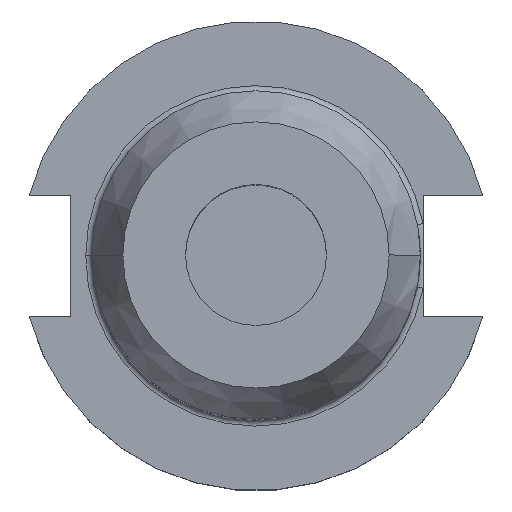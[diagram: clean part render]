
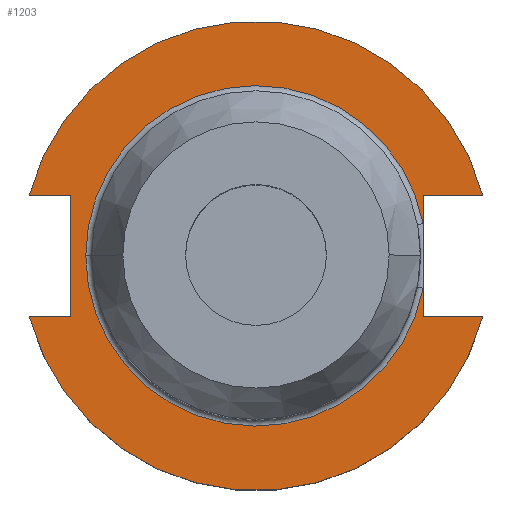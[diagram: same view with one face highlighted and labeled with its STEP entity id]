
A CAD part, top view. The second image highlights one B-rep face of the part: STEP entity #1203.
In plain terms, the highlighted planar face has unit normal (0, 0, 1).
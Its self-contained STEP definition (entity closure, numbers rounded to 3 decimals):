
#6 = VECTOR ( 'NONE', #948, 1000. ) ;
#32 = EDGE_LOOP ( 'NONE', ( #801, #1436, #431, #389, #1296, #413, #645, #107, #1365, #1532, #1310 ) ) ;
#40 = VERTEX_POINT ( 'NONE', #1522 ) ;
#59 = VERTEX_POINT ( 'NONE', #1257 ) ;
#83 = VECTOR ( 'NONE', #1210, 1000. ) ;
#84 = EDGE_CURVE ( 'NONE', #751, #1521, #1092, .T. ) ;
#91 = CARTESIAN_POINT ( 'NONE',  ( -30.675, -8.191, 19.05 ) ) ;
#107 = ORIENTED_EDGE ( 'NONE', *, *, #740, .T. ) ;
#128 = DIRECTION ( 'NONE',  ( 0., 0., -1. ) ) ;
#156 = CARTESIAN_POINT ( 'NONE',  ( 30.675, -8.191, 19.05 ) ) ;
#162 = CARTESIAN_POINT ( 'NONE',  ( -25.091, 8.191, 19.05 ) ) ;
#173 = EDGE_CURVE ( 'NONE', #487, #1503, #406, .T. ) ;
#195 = AXIS2_PLACEMENT_3D ( 'NONE', #607, #1470, #736 ) ;
#204 = DIRECTION ( 'NONE',  ( 0., 1., 0. ) ) ;
#243 = VERTEX_POINT ( 'NONE', #705 ) ;
#263 = FACE_OUTER_BOUND ( 'NONE', #32, .T. ) ;
#274 = CARTESIAN_POINT ( 'NONE',  ( -61.091, 8.191, 19.05 ) ) ;
#279 = CARTESIAN_POINT ( 'NONE',  ( 22.606, 8.191, 19.05 ) ) ;
#284 = VECTOR ( 'NONE', #1579, 1000. ) ;
#301 = AXIS2_PLACEMENT_3D ( 'NONE', #520, #676, #803 ) ;
#320 = LINE ( 'NONE', #578, #284 ) ;
#338 = LINE ( 'NONE', #822, #947 ) ;
#356 = AXIS2_PLACEMENT_3D ( 'NONE', #856, #128, #980 ) ;
#370 = DIRECTION ( 'NONE',  ( -1., 0., 0. ) ) ;
#389 = ORIENTED_EDGE ( 'NONE', *, *, #453, .T. ) ;
#405 = CARTESIAN_POINT ( 'NONE',  ( -23.025, 0., 19.05 ) ) ;
#406 = LINE ( 'NONE', #274, #1599 ) ;
#409 = AXIS2_PLACEMENT_3D ( 'NONE', #1334, #590, #1458 ) ;
#413 = ORIENTED_EDGE ( 'NONE', *, *, #1438, .T. ) ;
#421 = VERTEX_POINT ( 'NONE', #1181 ) ;
#431 = ORIENTED_EDGE ( 'NONE', *, *, #84, .T. ) ;
#437 = AXIS2_PLACEMENT_3D ( 'NONE', #974, #533, #370 ) ;
#443 = EDGE_CURVE ( 'NONE', #421, #703, #660, .T. ) ;
#453 = EDGE_CURVE ( 'NONE', #1521, #745, #338, .T. ) ;
#487 = VERTEX_POINT ( 'NONE', #1552 ) ;
#520 = CARTESIAN_POINT ( 'NONE',  ( 0., 0., 19.05 ) ) ;
#533 = DIRECTION ( 'NONE',  ( 0., 0., -1. ) ) ;
#578 = CARTESIAN_POINT ( 'NONE',  ( 0., 8.191, 19.05 ) ) ;
#590 = DIRECTION ( 'NONE',  ( 0., 0., 1. ) ) ;
#607 = CARTESIAN_POINT ( 'NONE',  ( 0., 0., 19.05 ) ) ;
#645 = ORIENTED_EDGE ( 'NONE', *, *, #173, .T. ) ;
#660 = LINE ( 'NONE', #1318, #6 ) ;
#676 = DIRECTION ( 'NONE',  ( 0., 0., -1. ) ) ;
#703 = VERTEX_POINT ( 'NONE', #156 ) ;
#705 = CARTESIAN_POINT ( 'NONE',  ( -25.091, -8.191, 19.05 ) ) ;
#734 = CARTESIAN_POINT ( 'NONE',  ( -25.091, 8.191, 19.05 ) ) ;
#735 = LINE ( 'NONE', #1099, #83 ) ;
#736 = DIRECTION ( 'NONE',  ( 1., 0., 0. ) ) ;
#740 = EDGE_CURVE ( 'NONE', #1503, #243, #1297, .T. ) ;
#745 = VERTEX_POINT ( 'NONE', #279 ) ;
#751 = VERTEX_POINT ( 'NONE', #405 ) ;
#776 = CIRCLE ( 'NONE', #409, 31.75 ) ;
#801 = ORIENTED_EDGE ( 'NONE', *, *, #808, .T. ) ;
#803 = DIRECTION ( 'NONE',  ( -1., 0., 0. ) ) ;
#808 = EDGE_CURVE ( 'NONE', #421, #59, #1220, .T. ) ;
#822 = CARTESIAN_POINT ( 'NONE',  ( 22.606, 22.225, 19.05 ) ) ;
#856 = CARTESIAN_POINT ( 'NONE',  ( 0., 0., 19.05 ) ) ;
#863 = VERTEX_POINT ( 'NONE', #91 ) ;
#895 = VECTOR ( 'NONE', #1390, 1000. ) ;
#908 = CIRCLE ( 'NONE', #356, 23.025 ) ;
#942 = EDGE_CURVE ( 'NONE', #40, #745, #320, .T. ) ;
#947 = VECTOR ( 'NONE', #204, 1000. ) ;
#948 = DIRECTION ( 'NONE',  ( 1., 0., 0. ) ) ;
#968 = VECTOR ( 'NONE', #1510, 1000. ) ;
#974 = CARTESIAN_POINT ( 'NONE',  ( 0., 22.225, 19.05 ) ) ;
#980 = DIRECTION ( 'NONE',  ( -1., 0., 0. ) ) ;
#987 = CARTESIAN_POINT ( 'NONE',  ( 22.606, 4.373, 19.05 ) ) ;
#1092 = CIRCLE ( 'NONE', #301, 23.025 ) ;
#1099 = CARTESIAN_POINT ( 'NONE',  ( -61.091, -8.191, 19.05 ) ) ;
#1181 = CARTESIAN_POINT ( 'NONE',  ( 22.606, -8.191, 19.05 ) ) ;
#1196 = EDGE_CURVE ( 'NONE', #863, #703, #1571, .T. ) ;
#1203 = ADVANCED_FACE ( 'NONE', ( #263 ), #1223, .F. ) ;
#1210 = DIRECTION ( 'NONE',  ( 1., 0., 0. ) ) ;
#1220 = LINE ( 'NONE', #1271, #895 ) ;
#1223 = PLANE ( 'NONE',  #437 ) ;
#1227 = EDGE_CURVE ( 'NONE', #59, #751, #908, .T. ) ;
#1257 = CARTESIAN_POINT ( 'NONE',  ( 22.606, -4.373, 19.05 ) ) ;
#1271 = CARTESIAN_POINT ( 'NONE',  ( 22.606, 22.225, 19.05 ) ) ;
#1296 = ORIENTED_EDGE ( 'NONE', *, *, #942, .F. ) ;
#1297 = LINE ( 'NONE', #162, #968 ) ;
#1310 = ORIENTED_EDGE ( 'NONE', *, *, #443, .F. ) ;
#1318 = CARTESIAN_POINT ( 'NONE',  ( 0., -8.191, 19.05 ) ) ;
#1334 = CARTESIAN_POINT ( 'NONE',  ( 0., 0., 19.05 ) ) ;
#1365 = ORIENTED_EDGE ( 'NONE', *, *, #1463, .F. ) ;
#1390 = DIRECTION ( 'NONE',  ( 0., 1., 0. ) ) ;
#1436 = ORIENTED_EDGE ( 'NONE', *, *, #1227, .T. ) ;
#1438 = EDGE_CURVE ( 'NONE', #40, #487, #776, .T. ) ;
#1458 = DIRECTION ( 'NONE',  ( 1., 0., 0. ) ) ;
#1463 = EDGE_CURVE ( 'NONE', #863, #243, #735, .T. ) ;
#1470 = DIRECTION ( 'NONE',  ( 0., 0., 1. ) ) ;
#1503 = VERTEX_POINT ( 'NONE', #734 ) ;
#1510 = DIRECTION ( 'NONE',  ( 0., -1., 0. ) ) ;
#1521 = VERTEX_POINT ( 'NONE', #987 ) ;
#1522 = CARTESIAN_POINT ( 'NONE',  ( 30.675, 8.191, 19.05 ) ) ;
#1532 = ORIENTED_EDGE ( 'NONE', *, *, #1196, .T. ) ;
#1552 = CARTESIAN_POINT ( 'NONE',  ( -30.675, 8.191, 19.05 ) ) ;
#1571 = CIRCLE ( 'NONE', #195, 31.75 ) ;
#1579 = DIRECTION ( 'NONE',  ( -1., 0., 0. ) ) ;
#1587 = DIRECTION ( 'NONE',  ( 1., 0., 0. ) ) ;
#1599 = VECTOR ( 'NONE', #1587, 1000. ) ;
